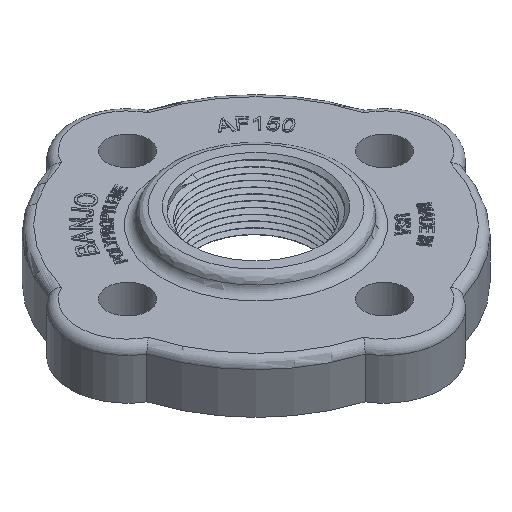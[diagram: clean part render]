
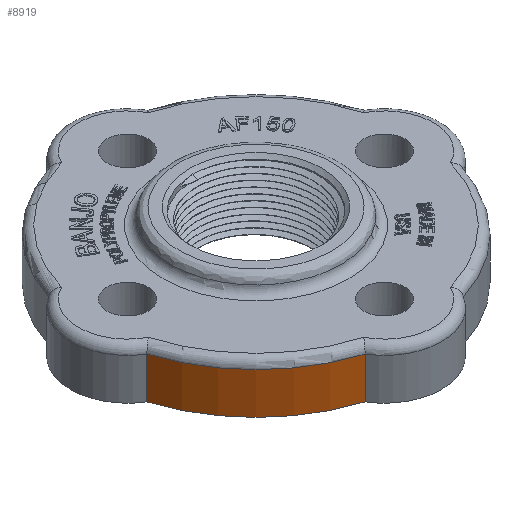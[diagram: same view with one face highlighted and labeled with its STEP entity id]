
A CAD part, isometric view. The second image highlights one B-rep face of the part: STEP entity #8919.
In plain terms, the highlighted cylindrical face has radius 63.5 mm (diameter 127 mm), a partial arc.
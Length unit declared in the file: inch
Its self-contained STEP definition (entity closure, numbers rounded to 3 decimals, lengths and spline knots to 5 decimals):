
#51=CYLINDRICAL_SURFACE('',#9337,2.5);
#78=CIRCLE('',#9270,2.5);
#123=CIRCLE('',#9338,2.5);
#803=FACE_OUTER_BOUND('',#1342,.T.);
#1342=EDGE_LOOP('',(#7961,#7962,#7963,#7964));
#2237=LINE('',#18326,#3097);
#2242=LINE('',#18521,#3102);
#3097=VECTOR('',#10928,0.625);
#3102=VECTOR('',#10977,0.625);
#4184=VERTEX_POINT('',#18186);
#4185=VERTEX_POINT('',#18187);
#4193=VERTEX_POINT('',#18324);
#4221=VERTEX_POINT('',#18520);
#5421=EDGE_CURVE('',#4184,#4185,#78,.T.);
#5439=EDGE_CURVE('',#4184,#4193,#2237,.T.);
#5471=EDGE_CURVE('',#4221,#4185,#2242,.T.);
#5525=EDGE_CURVE('',#4221,#4193,#123,.T.);
#7961=ORIENTED_EDGE('',*,*,#5421,.F.);
#7962=ORIENTED_EDGE('',*,*,#5439,.T.);
#7963=ORIENTED_EDGE('',*,*,#5525,.F.);
#7964=ORIENTED_EDGE('',*,*,#5471,.T.);
#8919=ADVANCED_FACE('',(#803),#51,.T.);
#9270=AXIS2_PLACEMENT_3D('',#18188,#10893,#10894);
#9337=AXIS2_PLACEMENT_3D('',#18923,#11035,#11036);
#9338=AXIS2_PLACEMENT_3D('',#18924,#11037,#11038);
#10893=DIRECTION('center_axis',(0.,0.,1.));
#10894=DIRECTION('ref_axis',(-0.707,-0.707,0.));
#10928=DIRECTION('',(0.,0.,-1.));
#10977=DIRECTION('',(0.,0.,1.));
#11035=DIRECTION('center_axis',(0.,0.,-1.));
#11036=DIRECTION('ref_axis',(0.,1.,0.));
#11037=DIRECTION('center_axis',(0.,0.,-1.));
#11038=DIRECTION('ref_axis',(1.,0.,0.));
#18186=CARTESIAN_POINT('',(-2.38798,-0.73996,0.625));
#18187=CARTESIAN_POINT('',(-0.73996,-2.38798,0.625));
#18188=CARTESIAN_POINT('Origin',(0.,0.,0.625));
#18324=CARTESIAN_POINT('',(-2.38798,-0.73996,0.));
#18326=CARTESIAN_POINT('',(-2.38798,-0.73996,0.75));
#18520=CARTESIAN_POINT('',(-0.73996,-2.38798,0.));
#18521=CARTESIAN_POINT('',(-0.73996,-2.38798,0.75));
#18923=CARTESIAN_POINT('Origin',(0.,0.,0.375));
#18924=CARTESIAN_POINT('Origin',(0.,0.,0.));
